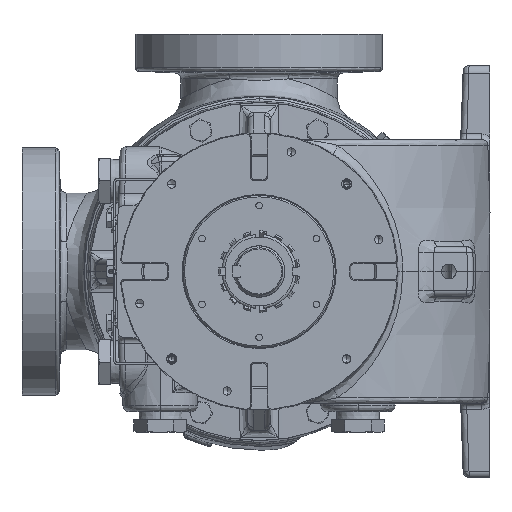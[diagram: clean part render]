
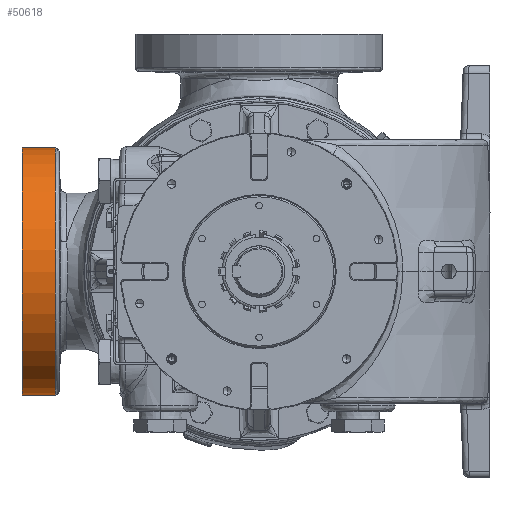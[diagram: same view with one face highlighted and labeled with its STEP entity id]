
A CAD part, left-side view. The second image highlights one B-rep face of the part: STEP entity #50618.
In plain terms, the highlighted cylindrical face has radius 95.25 mm (diameter 190.5 mm), a partial arc.
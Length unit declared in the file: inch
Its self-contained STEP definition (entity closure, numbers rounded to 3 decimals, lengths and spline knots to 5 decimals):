
#5614 = LINE ( 'NONE', #75662, #69063 ) ;
#7571 = EDGE_LOOP ( 'NONE', ( #74801, #98725, #11156, #24988 ) ) ;
#11156 = ORIENTED_EDGE ( 'NONE', *, *, #97672, .T. ) ;
#12500 = CARTESIAN_POINT ( 'NONE',  ( 4.513, 6.18588, 3.75 ) ) ;
#15354 = EDGE_CURVE ( 'NONE', #79336, #67461, #54066, .T. ) ;
#20163 = VERTEX_POINT ( 'NONE', #142327 ) ;
#22357 = CARTESIAN_POINT ( 'NONE',  ( 4.513, 7.51095, -3.75 ) ) ;
#23837 = DIRECTION ( 'NONE',  ( 0., 0., 1. ) ) ;
#24988 = ORIENTED_EDGE ( 'NONE', *, *, #15354, .F. ) ;
#27867 = CIRCLE ( 'NONE', #66308, 3.75 ) ;
#28226 = FACE_OUTER_BOUND ( 'NONE', #7571, .T. ) ;
#34151 = VECTOR ( 'NONE', #111411, 39.37008 ) ;
#34344 = DIRECTION ( 'NONE',  ( 0., 0., 1. ) ) ;
#35258 = CARTESIAN_POINT ( 'NONE',  ( 4.513, 7.19, 3.75 ) ) ;
#36413 = CARTESIAN_POINT ( 'NONE',  ( 4.513, 7.19, -3.75 ) ) ;
#43444 = EDGE_CURVE ( 'NONE', #126028, #20163, #27867, .T. ) ;
#50618 = ADVANCED_FACE ( 'NONE', ( #28226 ), #125902, .T. ) ;
#54066 = CIRCLE ( 'NONE', #88156, 3.75 ) ;
#62043 = DIRECTION ( 'NONE',  ( 0., 1., 0. ) ) ;
#66308 = AXIS2_PLACEMENT_3D ( 'NONE', #68674, #157836, #81483 ) ;
#67461 = VERTEX_POINT ( 'NONE', #35258 ) ;
#68674 = CARTESIAN_POINT ( 'NONE',  ( 4.513, 6.18588, 0. ) ) ;
#69063 = VECTOR ( 'NONE', #135191, 39.37008 ) ;
#70974 = EDGE_CURVE ( 'NONE', #20163, #79336, #97877, .T. ) ;
#74801 = ORIENTED_EDGE ( 'NONE', *, *, #70974, .F. ) ;
#75662 = CARTESIAN_POINT ( 'NONE',  ( 4.513, 7.51095, 3.75 ) ) ;
#75943 = CARTESIAN_POINT ( 'NONE',  ( 4.513, 7.19, 0. ) ) ;
#79336 = VERTEX_POINT ( 'NONE', #36413 ) ;
#81483 = DIRECTION ( 'NONE',  ( 0., 0., -1. ) ) ;
#84404 = DIRECTION ( 'NONE',  ( 0., 1., 0. ) ) ;
#88156 = AXIS2_PLACEMENT_3D ( 'NONE', #75943, #84404, #23837 ) ;
#97672 = EDGE_CURVE ( 'NONE', #126028, #67461, #5614, .T. ) ;
#97877 = LINE ( 'NONE', #22357, #34151 ) ;
#98725 = ORIENTED_EDGE ( 'NONE', *, *, #43444, .F. ) ;
#111411 = DIRECTION ( 'NONE',  ( 0., 1., 0. ) ) ;
#125902 = CYLINDRICAL_SURFACE ( 'NONE', #162318, 3.75 ) ;
#126028 = VERTEX_POINT ( 'NONE', #12500 ) ;
#135191 = DIRECTION ( 'NONE',  ( 0., 1., 0. ) ) ;
#136281 = CARTESIAN_POINT ( 'NONE',  ( 4.513, 7.51095, 0. ) ) ;
#142327 = CARTESIAN_POINT ( 'NONE',  ( 4.513, 6.18588, -3.75 ) ) ;
#157836 = DIRECTION ( 'NONE',  ( 0., -1., 0. ) ) ;
#162318 = AXIS2_PLACEMENT_3D ( 'NONE', #136281, #62043, #34344 ) ;
